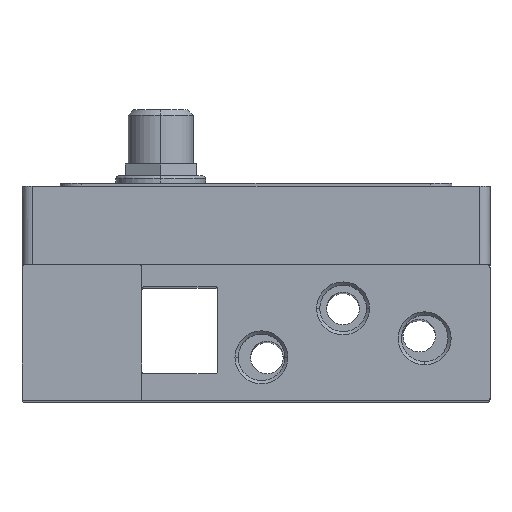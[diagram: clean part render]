
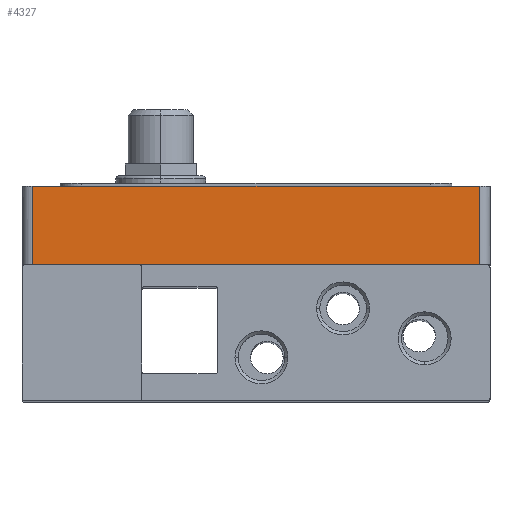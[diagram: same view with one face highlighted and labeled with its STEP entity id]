
A CAD part, top view. The second image highlights one B-rep face of the part: STEP entity #4327.
In plain terms, the highlighted planar face has unit normal (0, 0, 1).
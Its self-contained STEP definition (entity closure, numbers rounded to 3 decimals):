
#660 = PLANE ( 'NONE',  #3724 ) ;
#860 = EDGE_CURVE ( 'NONE', #3074, #6380, #3458, .T. ) ;
#1020 = LINE ( 'NONE', #4462, #2340 ) ;
#1418 = CARTESIAN_POINT ( 'NONE',  ( 2., 39.5, 20.5 ) ) ;
#1447 = EDGE_CURVE ( 'NONE', #6380, #5295, #7054, .T. ) ;
#1833 = CARTESIAN_POINT ( 'NONE',  ( 2., 39.5, 20.5 ) ) ;
#1868 = CARTESIAN_POINT ( 'NONE',  ( 2., 25., 20.5 ) ) ;
#2340 = VECTOR ( 'NONE', #6673, 1000. ) ;
#2341 = VECTOR ( 'NONE', #3002, 1000. ) ;
#2417 = DIRECTION ( 'NONE',  ( -1., 0., 0. ) ) ;
#2566 = CARTESIAN_POINT ( 'NONE',  ( 84., 39.5, 20.5 ) ) ;
#2766 = VECTOR ( 'NONE', #5444, 1000. ) ;
#2941 = DIRECTION ( 'NONE',  ( 0., 0., -1. ) ) ;
#3002 = DIRECTION ( 'NONE',  ( 0., 1., 0. ) ) ;
#3072 = CARTESIAN_POINT ( 'NONE',  ( 84., 39.5, 20.5 ) ) ;
#3074 = VERTEX_POINT ( 'NONE', #1868 ) ;
#3458 = LINE ( 'NONE', #4646, #2341 ) ;
#3670 = DIRECTION ( 'NONE',  ( 1., 0., 0. ) ) ;
#3724 = AXIS2_PLACEMENT_3D ( 'NONE', #1833, #2941, #2417 ) ;
#3849 = CARTESIAN_POINT ( 'NONE',  ( 84., 25., 20.5 ) ) ;
#3910 = ORIENTED_EDGE ( 'NONE', *, *, #860, .F. ) ;
#4327 = ADVANCED_FACE ( 'NONE', ( #5778 ), #660, .F. ) ;
#4462 = CARTESIAN_POINT ( 'NONE',  ( 85.5, 25., 20.5 ) ) ;
#4463 = EDGE_CURVE ( 'NONE', #5295, #5869, #4769, .T. ) ;
#4646 = CARTESIAN_POINT ( 'NONE',  ( 2., 39.5, 20.5 ) ) ;
#4709 = ORIENTED_EDGE ( 'NONE', *, *, #4463, .F. ) ;
#4769 = LINE ( 'NONE', #2566, #2766 ) ;
#4787 = ORIENTED_EDGE ( 'NONE', *, *, #6747, .T. ) ;
#5295 = VERTEX_POINT ( 'NONE', #3072 ) ;
#5444 = DIRECTION ( 'NONE',  ( 0., -1., 0. ) ) ;
#5778 = FACE_OUTER_BOUND ( 'NONE', #6226, .T. ) ;
#5869 = VERTEX_POINT ( 'NONE', #3849 ) ;
#5997 = VECTOR ( 'NONE', #3670, 1000. ) ;
#6115 = CARTESIAN_POINT ( 'NONE',  ( 2., 39.5, 20.5 ) ) ;
#6226 = EDGE_LOOP ( 'NONE', ( #4709, #6736, #3910, #4787 ) ) ;
#6380 = VERTEX_POINT ( 'NONE', #6115 ) ;
#6673 = DIRECTION ( 'NONE',  ( 1., 0., 0. ) ) ;
#6736 = ORIENTED_EDGE ( 'NONE', *, *, #1447, .F. ) ;
#6747 = EDGE_CURVE ( 'NONE', #3074, #5869, #1020, .T. ) ;
#7054 = LINE ( 'NONE', #1418, #5997 ) ;
